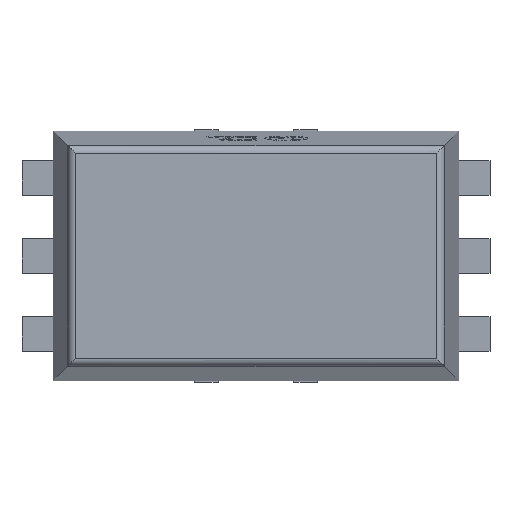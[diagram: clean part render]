
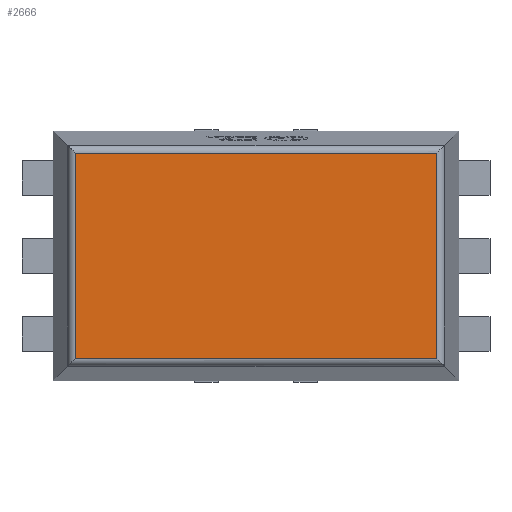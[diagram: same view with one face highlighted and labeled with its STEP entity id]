
A CAD part, top view. The second image highlights one B-rep face of the part: STEP entity #2666.
In plain terms, the highlighted planar face has unit normal (0, 0, 1).
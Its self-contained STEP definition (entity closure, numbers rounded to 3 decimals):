
#2666 = ADVANCED_FACE('',(#2667),#2701,.F.);
#2667 = FACE_BOUND('',#2668,.T.);
#2668 = EDGE_LOOP('',(#2669,#2679,#2687,#2695));
#2669 = ORIENTED_EDGE('',*,*,#2670,.T.);
#2670 = EDGE_CURVE('',#2671,#2673,#2675,.T.);
#2671 = VERTEX_POINT('',#2672);
#2672 = CARTESIAN_POINT('',(1.158,-0.658,
    0.82));
#2673 = VERTEX_POINT('',#2674);
#2674 = CARTESIAN_POINT('',(1.158,0.658,0.82
    ));
#2675 = LINE('',#2676,#2677);
#2676 = CARTESIAN_POINT('',(1.158,0.7,0.82
    ));
#2677 = VECTOR('',#2678,1.);
#2678 = DIRECTION('',(0.,1.,0.));
#2679 = ORIENTED_EDGE('',*,*,#2680,.T.);
#2680 = EDGE_CURVE('',#2673,#2681,#2683,.T.);
#2681 = VERTEX_POINT('',#2682);
#2682 = CARTESIAN_POINT('',(-1.158,0.658,
    0.82));
#2683 = LINE('',#2684,#2685);
#2684 = CARTESIAN_POINT('',(-1.2,0.658,
    0.82));
#2685 = VECTOR('',#2686,1.);
#2686 = DIRECTION('',(-1.,-0.,-0.));
#2687 = ORIENTED_EDGE('',*,*,#2688,.T.);
#2688 = EDGE_CURVE('',#2681,#2689,#2691,.T.);
#2689 = VERTEX_POINT('',#2690);
#2690 = CARTESIAN_POINT('',(-1.158,-0.658,
    0.82));
#2691 = LINE('',#2692,#2693);
#2692 = CARTESIAN_POINT('',(-1.158,-0.7,
    0.82));
#2693 = VECTOR('',#2694,1.);
#2694 = DIRECTION('',(0.,-1.,0.));
#2695 = ORIENTED_EDGE('',*,*,#2696,.T.);
#2696 = EDGE_CURVE('',#2689,#2671,#2697,.T.);
#2697 = LINE('',#2698,#2699);
#2698 = CARTESIAN_POINT('',(1.2,-0.658,
    0.82));
#2699 = VECTOR('',#2700,1.);
#2700 = DIRECTION('',(1.,0.,0.));
#2701 = PLANE('',#2702);
#2702 = AXIS2_PLACEMENT_3D('',#2703,#2704,#2705);
#2703 = CARTESIAN_POINT('',(0.,0.,0.82));
#2704 = DIRECTION('',(0.,0.,-1.));
#2705 = DIRECTION('',(-1.,0.,0.));
